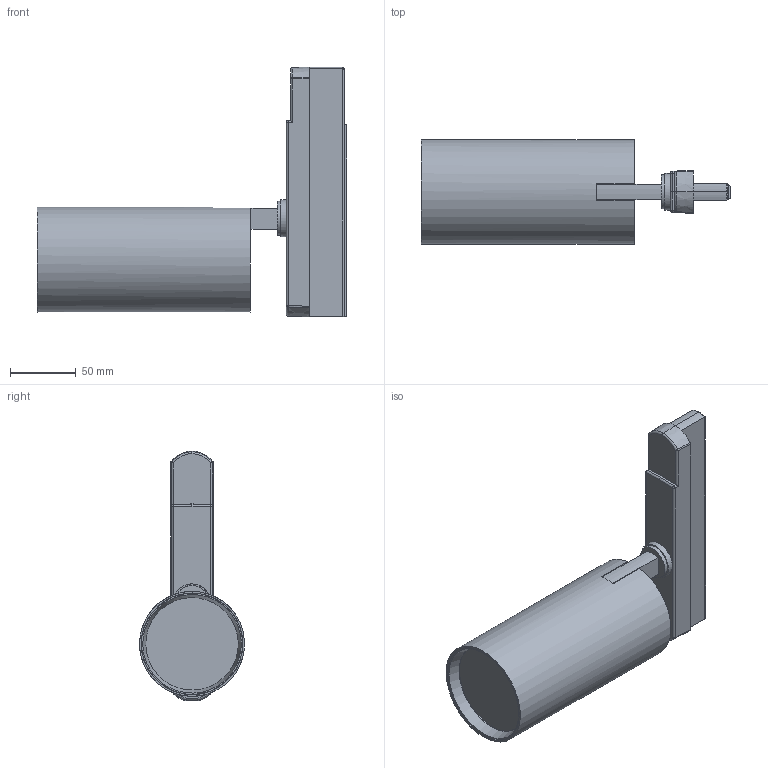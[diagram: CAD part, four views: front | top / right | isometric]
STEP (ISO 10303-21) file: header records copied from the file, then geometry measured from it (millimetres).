
FILE_DESCRIPTION (( 'STEP AP214' ), '1' );
FILE_NAME ('TL_XR_DA_V_30W.STEP', '2025-07-25T09:07:41', ( '' ), ( '' ), 'SwSTEP 2.0', 'SolidWorks 2024', '' );
FILE_SCHEMA (( 'AUTOMOTIVE_DESIGN' ));
Length unit declared in the file: millimetre
Products named in the file (1): TL_XR_DA_V_30W
Bounding box: 235.51 x 79.95 x 190.37 mm (x, y, z)
Volume: 303129.8 mm3; surface area: 156174.8 mm2
Topology: 9 solids, 9 shells, 110 faces, 236 edges, 146 vertices
Faces by surface type: plane 49, cylinder 25, cone 18, torus 7, bspline 7, sphere 4
Full cylindrical faces by diameter (mm): 16.52 x1, 28.2 x1, 70.5 x1, 75.4 x1, 77.1 x1, 77.5 x1, 80 x1
Entity records: 3258 total; most frequent: CARTESIAN_POINT 939, DIRECTION 449, ORIENTED_EDGE 424, EDGE_CURVE 212, AXIS2_PLACEMENT_3D 184, VERTEX_POINT 142, EDGE_LOOP 140, FACE_OUTER_BOUND 119
